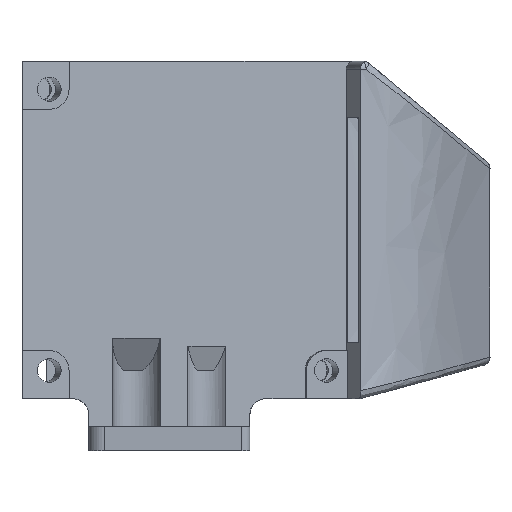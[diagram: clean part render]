
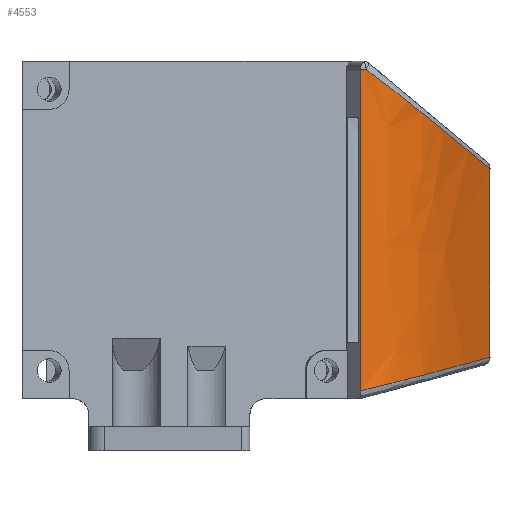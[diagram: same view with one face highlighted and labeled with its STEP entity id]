
A CAD part, left-side view. The second image highlights one B-rep face of the part: STEP entity #4553.
In plain terms, the highlighted free-form (B-spline) face has degree [3, 1] with [10, 2] control points.
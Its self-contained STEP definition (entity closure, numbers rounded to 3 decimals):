
#44=B_SPLINE_CURVE_WITH_KNOTS('',3,(#7220,#7221,#7222,#7223,#7224,#7225,
#7226),.UNSPECIFIED.,.F.,.F.,(4,1,2,4),(-2.728,-2.045,
-1.363,-1.363),.UNSPECIFIED.);
#45=B_SPLINE_CURVE_WITH_KNOTS('',3,(#7228,#7229,#7230,#7231,#7232),
 .UNSPECIFIED.,.F.,.F.,(4,1,4),(-1.363,-0.872,-0.381),
 .UNSPECIFIED.);
#46=B_SPLINE_CURVE_WITH_KNOTS('',3,(#7234,#7235,#7236,#7237,#7238,#7239,
#7240,#7241,#7242,#7243,#7244),.UNSPECIFIED.,.F.,.F.,(4,2,1,1,1,1,1,4),
(-0.381,-0.381,-0.281,-0.181,
-0.081,-0.032,-0.007,-0.001),
 .UNSPECIFIED.);
#48=B_SPLINE_CURVE_WITH_KNOTS('',3,(#7284,#7285,#7286,#7287),
 .UNSPECIFIED.,.F.,.F.,(4,4),(-2.795,-2.737),
 .UNSPECIFIED.);
#50=B_SPLINE_CURVE_WITH_KNOTS('',3,(#7343,#7344,#7345,#7346,#7347,#7348),
 .UNSPECIFIED.,.F.,.F.,(4,2,4),(-3.036,-2.642,-2.642),
 .UNSPECIFIED.);
#51=B_SPLINE_CURVE_WITH_KNOTS('',3,(#7350,#7351,#7352,#7353,#7354),
 .UNSPECIFIED.,.F.,.F.,(4,1,4),(-2.642,-2.202,-1.543),
 .UNSPECIFIED.);
#52=B_SPLINE_CURVE_WITH_KNOTS('',3,(#7355,#7356,#7357,#7358,#7359,#7360),
 .UNSPECIFIED.,.F.,.F.,(4,2,4),(-1.543,-1.543,-0.105),
 .UNSPECIFIED.);
#53=B_SPLINE_CURVE_WITH_KNOTS('',3,(#7381,#7382,#7383,#7384),
 .UNSPECIFIED.,.F.,.F.,(4,4),(-2.863,-0.515),
 .UNSPECIFIED.);
#57=B_SPLINE_CURVE_WITH_KNOTS('',3,(#7440,#7441,#7442,#7443,#7444,#7445),
 .UNSPECIFIED.,.F.,.F.,(4,2,4),(-4.101,-2.1,-0.1),
 .UNSPECIFIED.);
#149=B_SPLINE_SURFACE_WITH_KNOTS('',3,1,((#7420,#7421),(#7422,#7423),(#7424,
#7425),(#7426,#7427),(#7428,#7429),(#7430,#7431),(#7432,#7433),(#7434,#7435),
(#7436,#7437),(#7438,#7439)),.UNSPECIFIED.,.F.,.F.,.F.,(4,3,3,4),(2,2),
(0.,0.5,0.843,1.),(-0.1,4.1),.UNSPECIFIED.);
#494=FACE_OUTER_BOUND('',#763,.T.);
#763=EDGE_LOOP('',(#3444,#3445,#3446,#3447,#3448,#3449,#3450,#3451,#3452));
#2031=VERTEX_POINT('',#6863);
#2049=VERTEX_POINT('',#6927);
#2059=VERTEX_POINT('',#7129);
#2061=VERTEX_POINT('',#7219);
#2062=VERTEX_POINT('',#7227);
#2063=VERTEX_POINT('',#7233);
#2066=VERTEX_POINT('',#7261);
#2067=VERTEX_POINT('',#7342);
#2068=VERTEX_POINT('',#7349);
#2576=EDGE_CURVE('',#2059,#2061,#44,.T.);
#2577=EDGE_CURVE('',#2061,#2062,#45,.T.);
#2578=EDGE_CURVE('',#2062,#2063,#46,.T.);
#2584=EDGE_CURVE('',#2031,#2049,#48,.T.);
#2586=EDGE_CURVE('',#2049,#2067,#50,.T.);
#2587=EDGE_CURVE('',#2067,#2068,#51,.T.);
#2588=EDGE_CURVE('',#2068,#2066,#52,.T.);
#2589=EDGE_CURVE('',#2066,#2059,#53,.T.);
#2595=EDGE_CURVE('',#2063,#2031,#57,.T.);
#3444=ORIENTED_EDGE('',*,*,#2578,.F.);
#3445=ORIENTED_EDGE('',*,*,#2577,.F.);
#3446=ORIENTED_EDGE('',*,*,#2576,.F.);
#3447=ORIENTED_EDGE('',*,*,#2589,.F.);
#3448=ORIENTED_EDGE('',*,*,#2588,.F.);
#3449=ORIENTED_EDGE('',*,*,#2587,.F.);
#3450=ORIENTED_EDGE('',*,*,#2586,.F.);
#3451=ORIENTED_EDGE('',*,*,#2584,.F.);
#3452=ORIENTED_EDGE('',*,*,#2595,.F.);
#4553=ADVANCED_FACE('',(#494),#149,.T.);
#6863=CARTESIAN_POINT('',(-32.676,-39.114,63.5));
#6927=CARTESIAN_POINT('',(-32.529,-39.74,63.5));
#7129=CARTESIAN_POINT('',(-10.961,-55.145,27.652));
#7219=CARTESIAN_POINT('',(-23.419,-49.412,26.094));
#7220=CARTESIAN_POINT('Ctrl Pts',(-10.961,-55.145,27.652));
#7221=CARTESIAN_POINT('Ctrl Pts',(-13.051,-54.292,27.416));
#7222=CARTESIAN_POINT('Ctrl Pts',(-17.272,-52.593,26.95));
#7223=CARTESIAN_POINT('Ctrl Pts',(-21.419,-50.574,26.404));
#7224=CARTESIAN_POINT('Ctrl Pts',(-23.417,-49.41,26.093));
#7225=CARTESIAN_POINT('Ctrl Pts',(-23.418,-49.41,26.093));
#7226=CARTESIAN_POINT('Ctrl Pts',(-23.418,-49.41,26.093));
#7227=CARTESIAN_POINT('',(-31.068,-42.875,24.402));
#7228=CARTESIAN_POINT('Ctrl Pts',(-23.418,-49.41,26.093));
#7229=CARTESIAN_POINT('Ctrl Pts',(-24.854,-48.574,25.87));
#7230=CARTESIAN_POINT('Ctrl Pts',(-27.643,-46.761,25.389));
#7231=CARTESIAN_POINT('Ctrl Pts',(-30.102,-44.315,24.76));
#7232=CARTESIAN_POINT('Ctrl Pts',(-31.067,-42.874,24.402));
#7233=CARTESIAN_POINT('',(-32.676,-39.114,23.486));
#7234=CARTESIAN_POINT('Ctrl Pts',(-31.067,-42.874,24.402));
#7235=CARTESIAN_POINT('Ctrl Pts',(-31.068,-42.873,24.402));
#7236=CARTESIAN_POINT('Ctrl Pts',(-31.068,-42.872,24.402));
#7237=CARTESIAN_POINT('Ctrl Pts',(-31.266,-42.578,24.329));
#7238=CARTESIAN_POINT('Ctrl Pts',(-31.638,-41.969,24.178));
#7239=CARTESIAN_POINT('Ctrl Pts',(-32.112,-40.995,23.94));
#7240=CARTESIAN_POINT('Ctrl Pts',(-32.421,-40.144,23.734));
#7241=CARTESIAN_POINT('Ctrl Pts',(-32.586,-39.53,23.587));
#7242=CARTESIAN_POINT('Ctrl Pts',(-32.649,-39.246,23.519));
#7243=CARTESIAN_POINT('Ctrl Pts',(-32.672,-39.135,23.493));
#7244=CARTESIAN_POINT('Ctrl Pts',(-32.676,-39.113,23.488));
#7261=CARTESIAN_POINT('',(-10.961,-55.145,51.13));
#7284=CARTESIAN_POINT('Ctrl Pts',(-32.676,-39.114,63.5));
#7285=CARTESIAN_POINT('Ctrl Pts',(-32.634,-39.324,63.5));
#7286=CARTESIAN_POINT('Ctrl Pts',(-32.585,-39.533,63.5));
#7287=CARTESIAN_POINT('Ctrl Pts',(-32.529,-39.74,63.5));
#7342=CARTESIAN_POINT('',(-31.068,-42.875,61.116));
#7343=CARTESIAN_POINT('Ctrl Pts',(-32.529,-39.74,63.5));
#7344=CARTESIAN_POINT('Ctrl Pts',(-32.229,-40.844,62.672));
#7345=CARTESIAN_POINT('Ctrl Pts',(-31.719,-41.904,61.866));
#7346=CARTESIAN_POINT('Ctrl Pts',(-31.069,-42.875,61.116));
#7347=CARTESIAN_POINT('Ctrl Pts',(-31.069,-42.875,61.115));
#7348=CARTESIAN_POINT('Ctrl Pts',(-31.069,-42.875,61.115));
#7349=CARTESIAN_POINT('',(-23.419,-49.412,55.889));
#7350=CARTESIAN_POINT('Ctrl Pts',(-31.069,-42.875,61.115));
#7351=CARTESIAN_POINT('Ctrl Pts',(-30.343,-43.959,60.278));
#7352=CARTESIAN_POINT('Ctrl Pts',(-28.068,-46.451,58.309));
#7353=CARTESIAN_POINT('Ctrl Pts',(-25.21,-48.366,56.748));
#7354=CARTESIAN_POINT('Ctrl Pts',(-23.418,-49.411,55.89));
#7355=CARTESIAN_POINT('Ctrl Pts',(-23.418,-49.411,55.89));
#7356=CARTESIAN_POINT('Ctrl Pts',(-23.417,-49.412,55.889));
#7357=CARTESIAN_POINT('Ctrl Pts',(-23.415,-49.413,55.888));
#7358=CARTESIAN_POINT('Ctrl Pts',(-19.504,-51.693,54.015));
#7359=CARTESIAN_POINT('Ctrl Pts',(-15.178,-53.423,52.579));
#7360=CARTESIAN_POINT('Ctrl Pts',(-10.961,-55.145,51.13));
#7381=CARTESIAN_POINT('Ctrl Pts',(-10.961,-55.145,51.13));
#7382=CARTESIAN_POINT('Ctrl Pts',(-10.961,-55.145,43.304));
#7383=CARTESIAN_POINT('Ctrl Pts',(-10.961,-55.145,35.478));
#7384=CARTESIAN_POINT('Ctrl Pts',(-10.961,-55.145,27.652));
#7420=CARTESIAN_POINT('Ctrl Pts',(-10.041,-55.523,64.5));
#7421=CARTESIAN_POINT('Ctrl Pts',(-10.041,-55.523,22.5));
#7422=CARTESIAN_POINT('Ctrl Pts',(-13.719,-53.999,64.5));
#7423=CARTESIAN_POINT('Ctrl Pts',(-13.719,-53.999,22.5));
#7424=CARTESIAN_POINT('Ctrl Pts',(-18.911,-52.037,64.5));
#7425=CARTESIAN_POINT('Ctrl Pts',(-18.911,-52.037,22.5));
#7426=CARTESIAN_POINT('Ctrl Pts',(-23.419,-49.412,64.5));
#7427=CARTESIAN_POINT('Ctrl Pts',(-23.419,-49.412,22.5));
#7428=CARTESIAN_POINT('Ctrl Pts',(-26.511,-47.612,64.5));
#7429=CARTESIAN_POINT('Ctrl Pts',(-26.511,-47.612,22.5));
#7430=CARTESIAN_POINT('Ctrl Pts',(-29.306,-45.505,64.5));
#7431=CARTESIAN_POINT('Ctrl Pts',(-29.306,-45.505,22.5));
#7432=CARTESIAN_POINT('Ctrl Pts',(-31.068,-42.875,64.5));
#7433=CARTESIAN_POINT('Ctrl Pts',(-31.068,-42.875,22.5));
#7434=CARTESIAN_POINT('Ctrl Pts',(-31.876,-41.67,64.5));
#7435=CARTESIAN_POINT('Ctrl Pts',(-31.876,-41.67,22.5));
#7436=CARTESIAN_POINT('Ctrl Pts',(-32.461,-40.347,64.5));
#7437=CARTESIAN_POINT('Ctrl Pts',(-32.461,-40.347,22.5));
#7438=CARTESIAN_POINT('Ctrl Pts',(-32.713,-38.917,64.5));
#7439=CARTESIAN_POINT('Ctrl Pts',(-32.713,-38.917,22.5));
#7440=CARTESIAN_POINT('Ctrl Pts',(-32.676,-39.114,23.486));
#7441=CARTESIAN_POINT('Ctrl Pts',(-32.676,-39.114,30.157));
#7442=CARTESIAN_POINT('Ctrl Pts',(-32.676,-39.114,36.829));
#7443=CARTESIAN_POINT('Ctrl Pts',(-32.676,-39.114,50.167));
#7444=CARTESIAN_POINT('Ctrl Pts',(-32.676,-39.114,56.833));
#7445=CARTESIAN_POINT('Ctrl Pts',(-32.676,-39.114,63.5));
